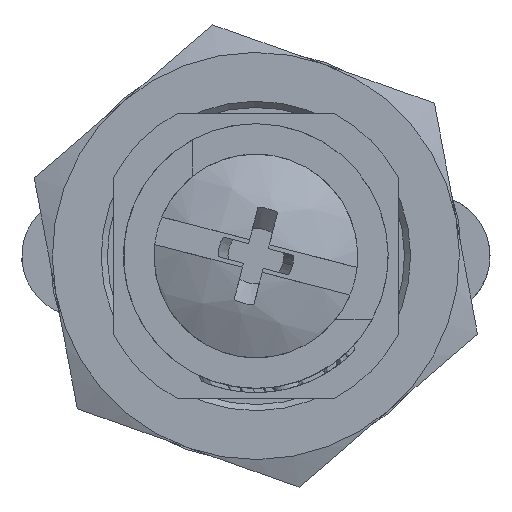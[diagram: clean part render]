
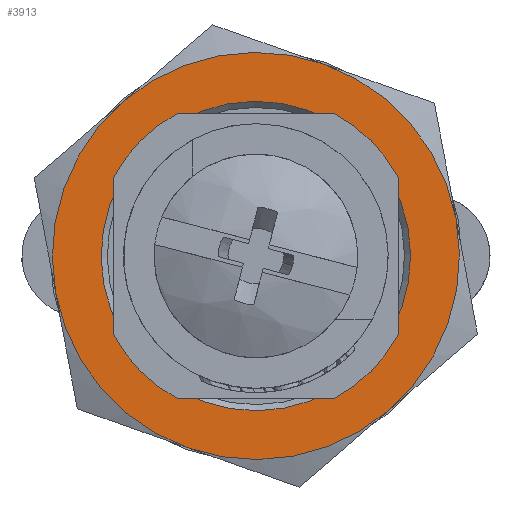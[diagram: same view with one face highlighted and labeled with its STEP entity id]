
A CAD part, front view. The second image highlights one B-rep face of the part: STEP entity #3913.
In plain terms, the highlighted planar face has unit normal (0, -1, 0).
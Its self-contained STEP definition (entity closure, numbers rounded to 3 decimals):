
#134 = PLANE ( 'NONE',  #1355 ) ;
#201 = AXIS2_PLACEMENT_3D ( 'NONE', #2907, #2892, #2855 ) ;
#267 = CARTESIAN_POINT ( 'NONE',  ( -19.66, -8.5, -3.67 ) ) ;
#415 = CARTESIAN_POINT ( 'NONE',  ( 9.83, -8.5, 1.835 ) ) ;
#800 = DIRECTION ( 'NONE',  ( -0.65, 0., 0.76 ) ) ;
#920 = DIRECTION ( 'NONE',  ( 0., 1., 0. ) ) ;
#934 = CIRCLE ( 'NONE', #4567, 10. ) ;
#957 = DIRECTION ( 'NONE',  ( -0.333, 0., -0.943 ) ) ;
#1355 = AXIS2_PLACEMENT_3D ( 'NONE', #267, #14044, #957 ) ;
#2126 = VERTEX_POINT ( 'NONE', #12656 ) ;
#2225 = DIRECTION ( 'NONE',  ( 0.65, 0., -0.76 ) ) ;
#2270 = DIRECTION ( 'NONE',  ( 0., 1., 0. ) ) ;
#2318 = CARTESIAN_POINT ( 'NONE',  ( 0., -8.5, 0. ) ) ;
#2398 = ORIENTED_EDGE ( 'NONE', *, *, #5426, .T. ) ;
#2436 = VERTEX_POINT ( 'NONE', #4679 ) ;
#2855 = DIRECTION ( 'NONE',  ( 0.65, 0., -0.76 ) ) ;
#2892 = DIRECTION ( 'NONE',  ( 0., 1., 0. ) ) ;
#2907 = CARTESIAN_POINT ( 'NONE',  ( 0., -8.5, 0. ) ) ;
#3154 = AXIS2_PLACEMENT_3D ( 'NONE', #11496, #4842, #12579 ) ;
#3381 = CIRCLE ( 'NONE', #13088, 10. ) ;
#3606 = CARTESIAN_POINT ( 'NONE',  ( 0., -8.5, 0. ) ) ;
#3643 = AXIS2_PLACEMENT_3D ( 'NONE', #10931, #4239, #12018 ) ;
#3739 = CARTESIAN_POINT ( 'NONE',  ( 0., -8.5, 0. ) ) ;
#3815 = ORIENTED_EDGE ( 'NONE', *, *, #12759, .F. ) ;
#3891 = VERTEX_POINT ( 'NONE', #415 ) ;
#3913 = ADVANCED_FACE ( 'NONE', ( #3986, #6987 ), #134, .T. ) ;
#3986 = FACE_BOUND ( 'NONE', #13096, .T. ) ;
#4091 = VERTEX_POINT ( 'NONE', #5583 ) ;
#4145 = EDGE_CURVE ( 'NONE', #2436, #7371, #6652, .T. ) ;
#4239 = DIRECTION ( 'NONE',  ( 0., 1., 0. ) ) ;
#4274 = ORIENTED_EDGE ( 'NONE', *, *, #10221, .F. ) ;
#4567 = AXIS2_PLACEMENT_3D ( 'NONE', #14051, #7523, #800 ) ;
#4639 = CIRCLE ( 'NONE', #13252, 10. ) ;
#4662 = CARTESIAN_POINT ( 'NONE',  ( 4.943, -8.5, -5.773 ) ) ;
#4679 = CARTESIAN_POINT ( 'NONE',  ( -4.943, -8.5, 5.773 ) ) ;
#4736 = DIRECTION ( 'NONE',  ( 0.65, 0., -0.76 ) ) ;
#4842 = DIRECTION ( 'NONE',  ( 0., 1., 0. ) ) ;
#4866 = DIRECTION ( 'NONE',  ( 0.65, 0., -0.76 ) ) ;
#4897 = DIRECTION ( 'NONE',  ( 0., 1., 0. ) ) ;
#4926 = CARTESIAN_POINT ( 'NONE',  ( 0., -8.5, 0. ) ) ;
#4952 = DIRECTION ( 'NONE',  ( 0.65, 0., -0.76 ) ) ;
#5426 = EDGE_CURVE ( 'NONE', #7371, #2436, #9414, .T. ) ;
#5583 = CARTESIAN_POINT ( 'NONE',  ( -6.504, -8.5, 7.596 ) ) ;
#5693 = VERTEX_POINT ( 'NONE', #8833 ) ;
#6203 = EDGE_CURVE ( 'NONE', #13801, #5693, #12630, .T. ) ;
#6226 = CIRCLE ( 'NONE', #3643, 10. ) ;
#6466 = CARTESIAN_POINT ( 'NONE',  ( 6.504, -8.5, -7.596 ) ) ;
#6652 = CIRCLE ( 'NONE', #8980, 7.6 ) ;
#6987 = FACE_OUTER_BOUND ( 'NONE', #8126, .T. ) ;
#7152 = VERTEX_POINT ( 'NONE', #7240 ) ;
#7240 = CARTESIAN_POINT ( 'NONE',  ( 3.326, -8.5, 9.431 ) ) ;
#7325 = EDGE_CURVE ( 'NONE', #2126, #4091, #4639, .T. ) ;
#7371 = VERTEX_POINT ( 'NONE', #4662 ) ;
#7523 = DIRECTION ( 'NONE',  ( 0., 1., 0. ) ) ;
#8126 = EDGE_LOOP ( 'NONE', ( #10324, #4274, #3815, #11713, #10391, #14204 ) ) ;
#8365 = AXIS2_PLACEMENT_3D ( 'NONE', #3739, #920, #4952 ) ;
#8833 = CARTESIAN_POINT ( 'NONE',  ( -3.326, -8.5, -9.431 ) ) ;
#8980 = AXIS2_PLACEMENT_3D ( 'NONE', #2318, #2270, #2225 ) ;
#9414 = CIRCLE ( 'NONE', #8365, 7.6 ) ;
#10221 = EDGE_CURVE ( 'NONE', #3891, #13801, #6226, .T. ) ;
#10324 = ORIENTED_EDGE ( 'NONE', *, *, #6203, .F. ) ;
#10391 = ORIENTED_EDGE ( 'NONE', *, *, #7325, .F. ) ;
#10931 = CARTESIAN_POINT ( 'NONE',  ( 0., -8.5, 0. ) ) ;
#11406 = EDGE_CURVE ( 'NONE', #5693, #2126, #3381, .T. ) ;
#11414 = DIRECTION ( 'NONE',  ( 0., 1., 0. ) ) ;
#11496 = CARTESIAN_POINT ( 'NONE',  ( 0., -8.5, 0. ) ) ;
#11713 = ORIENTED_EDGE ( 'NONE', *, *, #11744, .F. ) ;
#11744 = EDGE_CURVE ( 'NONE', #4091, #7152, #934, .T. ) ;
#11825 = ORIENTED_EDGE ( 'NONE', *, *, #4145, .T. ) ;
#12018 = DIRECTION ( 'NONE',  ( 0.65, 0., -0.76 ) ) ;
#12579 = DIRECTION ( 'NONE',  ( 0.65, 0., -0.76 ) ) ;
#12630 = CIRCLE ( 'NONE', #201, 10. ) ;
#12656 = CARTESIAN_POINT ( 'NONE',  ( -9.83, -8.5, -1.835 ) ) ;
#12759 = EDGE_CURVE ( 'NONE', #7152, #3891, #14219, .T. ) ;
#13088 = AXIS2_PLACEMENT_3D ( 'NONE', #3606, #11414, #4736 ) ;
#13096 = EDGE_LOOP ( 'NONE', ( #2398, #11825 ) ) ;
#13252 = AXIS2_PLACEMENT_3D ( 'NONE', #4926, #4897, #4866 ) ;
#13801 = VERTEX_POINT ( 'NONE', #6466 ) ;
#14044 = DIRECTION ( 'NONE',  ( 0., -1., 0. ) ) ;
#14051 = CARTESIAN_POINT ( 'NONE',  ( 0., -8.5, 0. ) ) ;
#14204 = ORIENTED_EDGE ( 'NONE', *, *, #11406, .F. ) ;
#14219 = CIRCLE ( 'NONE', #3154, 10. ) ;
